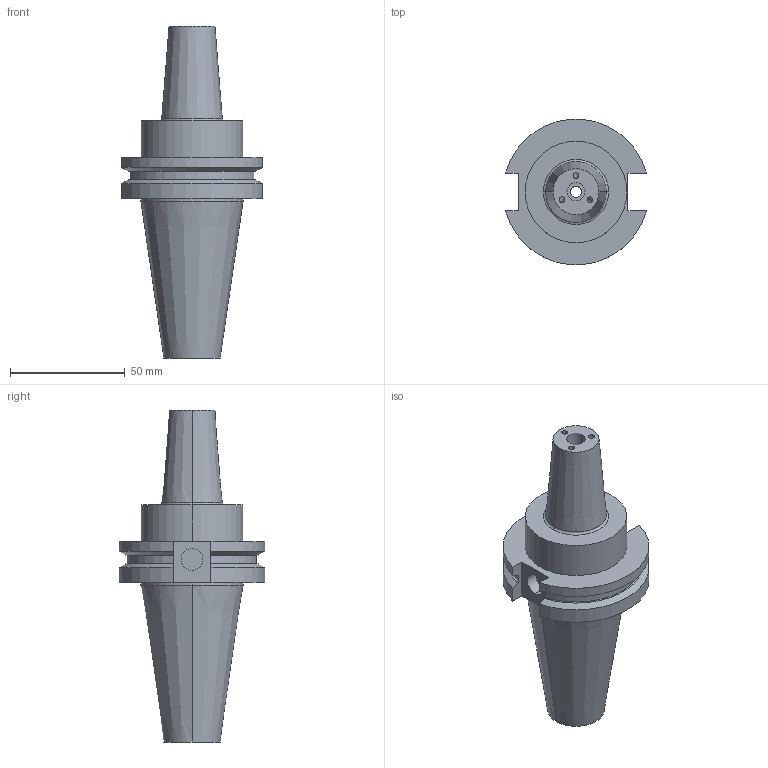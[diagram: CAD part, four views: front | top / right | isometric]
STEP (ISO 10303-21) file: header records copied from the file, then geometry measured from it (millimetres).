
FILE_DESCRIPTION (( 'STEP AP203' ), '1' );
FILE_NAME ('STP-SATE-46.651.55.300B.STEP', '2019-07-31T03:26:15', ( '' ), ( '' ), 'SwSTEP 2.0', 'SolidWorks 2017', '' );
FILE_SCHEMA (( 'CONFIG_CONTROL_DESIGN' ));
Length unit declared in the file: millimetre
Products named in the file (1): STP-SATE-46.651.55.300B
Bounding box: 61.35 x 63.26 x 144.45 mm (x, y, z)
Volume: 146046.4 mm3; surface area: 27976.1 mm2
Topology: 1 solids, 1 shells, 76 faces, 185 edges, 120 vertices
Faces by surface type: cylinder 36, plane 30, cone 8, torus 2
Entity records: 2524 total; most frequent: CARTESIAN_POINT 658, DIRECTION 375, ORIENTED_EDGE 370, EDGE_CURVE 185, AXIS2_PLACEMENT_3D 151, VERTEX_POINT 120, EDGE_LOOP 93, FACE_OUTER_BOUND 76
